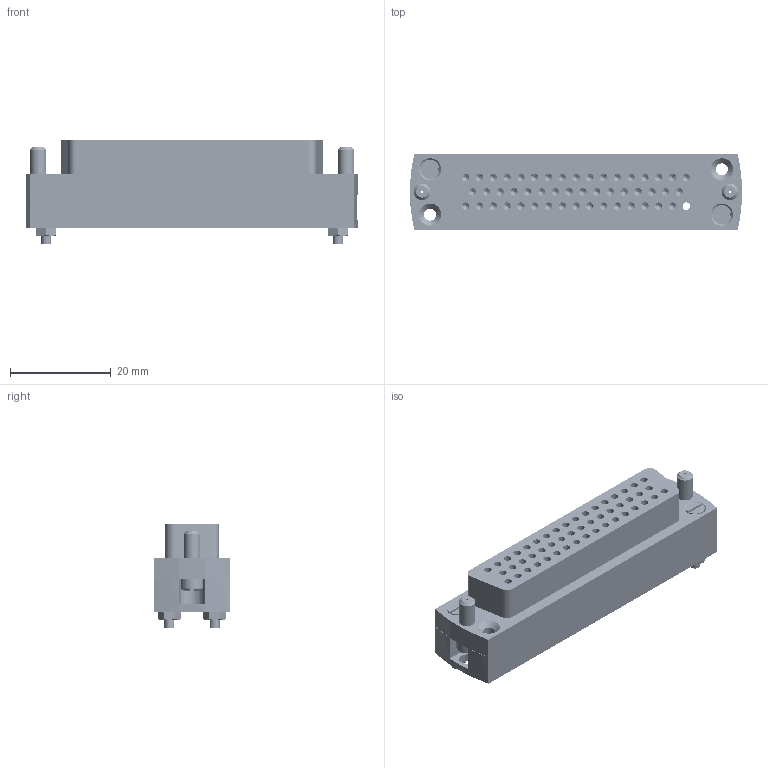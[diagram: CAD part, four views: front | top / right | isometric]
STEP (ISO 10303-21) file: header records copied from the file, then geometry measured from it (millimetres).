
FILE_DESCRIPTION (( 'STEP AP214' ), '1' );
FILE_NAME ('211-FS50-UHV.STEP', '2014-09-19T09:11:27', ( '' ), ( '' ), 'SwSTEP 2.0', 'SolidWorks 2014', '' );
FILE_SCHEMA (( 'AUTOMOTIVE_DESIGN' ));
Length unit declared in the file: millimetre
Products named in the file (7): Hexagon Nut ISO 4032 - M2 - D - N_Hexagon Nut ISO 4032 - M2 - D - N; ISO 2009 - M2 x 14 --- 14C_ISO 2009 - M2 x 14 --- 14C; 9212-PINF-HV; 903-SCREW-4-40-3_8-B; 9211-FSX-UHV-BP_9211-FS50-UHV-BP; 9211-FSX-UHV-FP_9211-FS50-UHV-FP; 211-FS50-UHV
Assembly tree (57 placements, depth 2):
  211-FS50-UHV
    9211-FSX-UHV-FP_9211-FS50-UHV-FP
    9211-FSX-UHV-BP_9211-FS50-UHV-BP
    903-SCREW-4-40-3_8-B  x2
    9212-PINF-HV  x49
    ISO 2009 - M2 x 14 --- 14C_ISO 2009 - M2 x 14 --- 14C  x2
    Hexagon Nut ISO 4032 - M2 - D - N_Hexagon Nut ISO 4032 - M2 - D - N  x2
Bounding box: 65.99 x 15 x 20.8 mm (x, y, z)
Volume: 12356.3 mm3; surface area: 18959.3 mm2
Topology: 57 solids, 106 shells, 3577 faces, 8106 edges, 4696 vertices
Faces by surface type: cylinder 1250, cone 1228, plane 699, torus 400
Entity records: 25554 total; most frequent: DIRECTION 4784, CARTESIAN_POINT 4124, ORIENTED_EDGE 3848, AXIS2_PLACEMENT_3D 2006, EDGE_CURVE 1924, VERTEX_POINT 1162, CIRCLE 1116, EDGE_LOOP 1114
